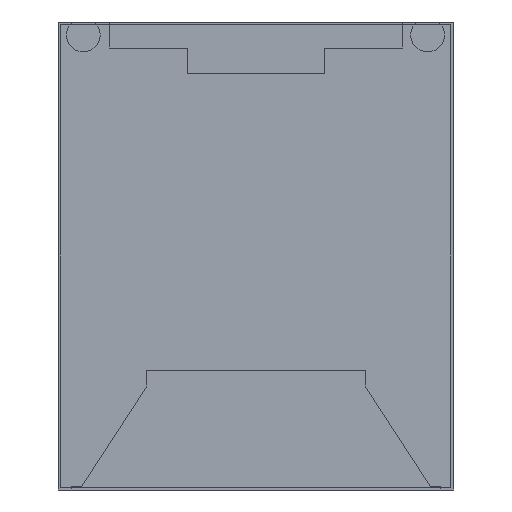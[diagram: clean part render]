
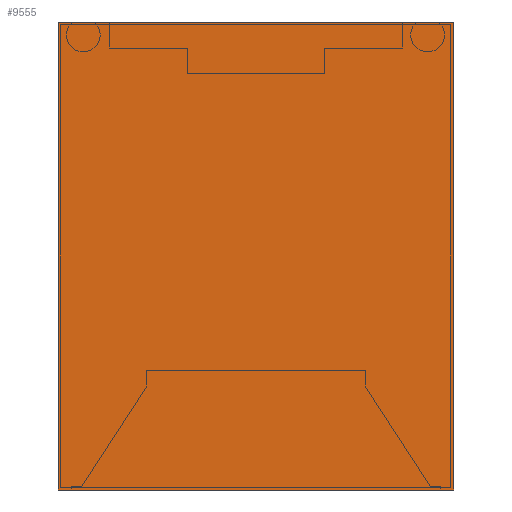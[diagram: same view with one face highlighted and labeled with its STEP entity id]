
A CAD part, front view. The second image highlights one B-rep face of the part: STEP entity #9555.
In plain terms, the highlighted planar face has unit normal (0, -1, 0).
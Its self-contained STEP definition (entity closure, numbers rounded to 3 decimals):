
#621=FACE_OUTER_BOUND('',#1229,.T.);
#1229=EDGE_LOOP('',(#8505,#8506,#8507,#8508));
#2510=LINE('',#15081,#3796);
#2513=LINE('',#15086,#3799);
#2515=LINE('',#15090,#3801);
#2516=LINE('',#15093,#3802);
#3796=VECTOR('',#12417,90.);
#3799=VECTOR('',#12422,76.);
#3801=VECTOR('',#12426,90.);
#3802=VECTOR('',#12431,76.);
#4651=VERTEX_POINT('',#15078);
#4652=VERTEX_POINT('',#15080);
#4653=VERTEX_POINT('',#15084);
#4654=VERTEX_POINT('',#15088);
#5934=EDGE_CURVE('',#4652,#4651,#2510,.T.);
#5937=EDGE_CURVE('',#4651,#4653,#2513,.T.);
#5939=EDGE_CURVE('',#4653,#4654,#2515,.T.);
#5940=EDGE_CURVE('',#4652,#4654,#2516,.T.);
#8505=ORIENTED_EDGE('',*,*,#5940,.F.);
#8506=ORIENTED_EDGE('',*,*,#5934,.T.);
#8507=ORIENTED_EDGE('',*,*,#5937,.T.);
#8508=ORIENTED_EDGE('',*,*,#5939,.T.);
#9033=PLANE('',#10100);
#9555=ADVANCED_FACE('',(#621),#9033,.F.);
#10100=AXIS2_PLACEMENT_3D('',#15092,#12429,#12430);
#12417=DIRECTION('',(0.,0.,1.));
#12422=DIRECTION('',(-1.,0.,0.));
#12426=DIRECTION('',(0.,0.,-1.));
#12429=DIRECTION('center_axis',(0.,1.,0.));
#12430=DIRECTION('ref_axis',(0.,0.,1.));
#12431=DIRECTION('',(-1.,0.,0.));
#15078=CARTESIAN_POINT('',(38.005,-1689.25,0.));
#15080=CARTESIAN_POINT('',(38.005,-1689.25,-90.));
#15081=CARTESIAN_POINT('',(38.005,-1689.25,-90.));
#15084=CARTESIAN_POINT('',(-37.995,-1689.25,0.));
#15086=CARTESIAN_POINT('',(38.005,-1689.25,0.));
#15088=CARTESIAN_POINT('',(-37.995,-1689.25,-90.));
#15090=CARTESIAN_POINT('',(-37.995,-1689.25,0.));
#15092=CARTESIAN_POINT('Origin',(0.005,-1689.25,-45.));
#15093=CARTESIAN_POINT('',(38.005,-1689.25,-90.));
